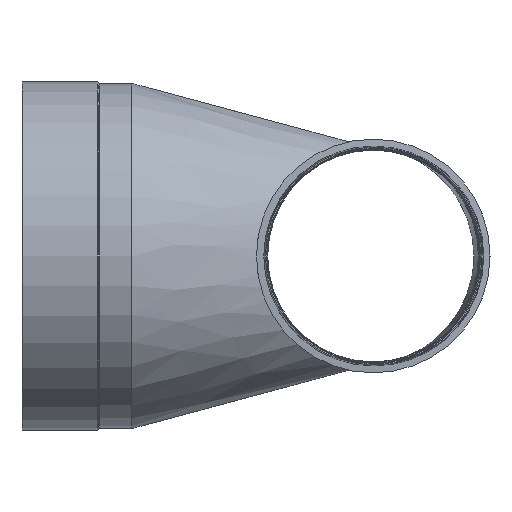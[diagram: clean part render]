
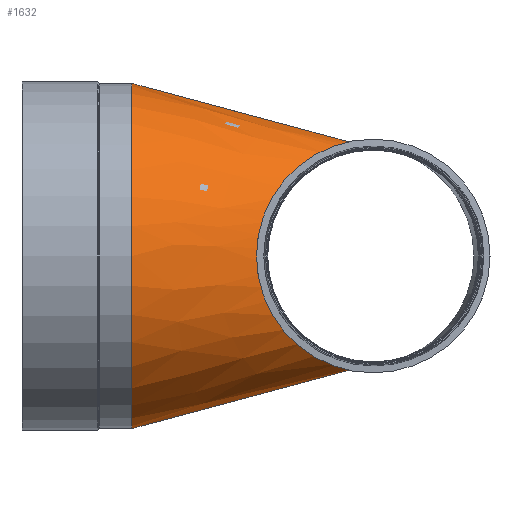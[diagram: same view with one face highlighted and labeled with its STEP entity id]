
A CAD part, left-side view. The second image highlights one B-rep face of the part: STEP entity #1632.
In plain terms, the highlighted free-form (B-spline) face has degree [3, 3] with [17, 4] control points.
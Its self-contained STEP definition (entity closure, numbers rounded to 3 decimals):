
#291=ELLIPSE('',#1777,140.407,101.);
#300=CIRCLE('',#1776,158.5);
#423=B_SPLINE_SURFACE_WITH_KNOTS('',3,3,((#2796,#2797,#2798,#2799),(#2800,
#2801,#2802,#2803),(#2804,#2805,#2806,#2807),(#2808,#2809,#2810,#2811),
(#2812,#2813,#2814,#2815),(#2816,#2817,#2818,#2819),(#2820,#2821,#2822,
#2823),(#2824,#2825,#2826,#2827),(#2828,#2829,#2830,#2831),(#2832,#2833,
#2834,#2835),(#2836,#2837,#2838,#2839),(#2840,#2841,#2842,#2843),(#2844,
#2845,#2846,#2847),(#2848,#2849,#2850,#2851),(#2852,#2853,#2854,#2855),
(#2856,#2857,#2858,#2859),(#2860,#2861,#2862,#2863)),.UNSPECIFIED.,.F.,
 .F.,.F.,(4,1,1,1,1,1,1,1,1,1,1,1,1,1,4),(4,4),(0.,0.071,0.143,
0.214,0.286,0.357,0.429,
0.524,0.571,0.619,0.714,
0.786,0.857,0.929,1.),(0.,1.),
 .UNSPECIFIED.);
#579=FACE_OUTER_BOUND('',#717,.T.);
#717=EDGE_LOOP('',(#1311,#1312,#1313,#1314));
#986=LINE('',#2603,#996);
#988=LINE('',#2624,#998);
#996=VECTOR('',#2049,221.59);
#998=VECTOR('',#2053,221.59);
#1006=VERTEX_POINT('',#2601);
#1007=VERTEX_POINT('',#2602);
#1010=VERTEX_POINT('',#2622);
#1011=VERTEX_POINT('',#2623);
#1146=EDGE_CURVE('',#1006,#1007,#986,.T.);
#1150=EDGE_CURVE('',#1010,#1011,#988,.T.);
#1156=EDGE_CURVE('',#1010,#1006,#300,.T.);
#1157=EDGE_CURVE('',#1011,#1007,#291,.T.);
#1311=ORIENTED_EDGE('',*,*,#1156,.F.);
#1312=ORIENTED_EDGE('',*,*,#1150,.T.);
#1313=ORIENTED_EDGE('',*,*,#1157,.T.);
#1314=ORIENTED_EDGE('',*,*,#1146,.F.);
#1632=ADVANCED_FACE('',(#579),#423,.F.);
#1776=AXIS2_PLACEMENT_3D('',#2864,#2055,#2056);
#1777=AXIS2_PLACEMENT_3D('',#2865,#2057,#2058);
#2049=DIRECTION('',(0.,-0.966,-0.259));
#2053=DIRECTION('',(0.,-0.966,0.259));
#2055=DIRECTION('center_axis',(0.,1.,0.));
#2056=DIRECTION('ref_axis',(0.,0.,-1.));
#2057=DIRECTION('center_axis',(0.695,0.719,0.));
#2058=DIRECTION('ref_axis',(-0.719,0.695,0.));
#2601=CARTESIAN_POINT('',(0.,214.,158.5));
#2602=CARTESIAN_POINT('',(0.,0.,101.));
#2603=CARTESIAN_POINT('',(0.,214.,158.5));
#2622=CARTESIAN_POINT('',(0.,214.,-158.5));
#2623=CARTESIAN_POINT('',(0.,0.,-101.));
#2624=CARTESIAN_POINT('',(0.,214.,-158.5));
#2796=CARTESIAN_POINT('Ctrl Pts',(0.,214.,-158.5));
#2797=CARTESIAN_POINT('Ctrl Pts',(0.,142.667,
-139.333));
#2798=CARTESIAN_POINT('Ctrl Pts',(0.,71.333,
-120.167));
#2799=CARTESIAN_POINT('Ctrl Pts',(0.,0.,
-101.));
#2800=CARTESIAN_POINT('Ctrl Pts',(-11.856,214.,-158.5));
#2801=CARTESIAN_POINT('Ctrl Pts',(-10.422,145.099,-139.333));
#2802=CARTESIAN_POINT('Ctrl Pts',(-8.988,76.197,-120.167));
#2803=CARTESIAN_POINT('Ctrl Pts',(-7.555,7.296,-101.));
#2804=CARTESIAN_POINT('Ctrl Pts',(-35.567,214.,-155.828));
#2805=CARTESIAN_POINT('Ctrl Pts',(-31.266,149.962,-136.985));
#2806=CARTESIAN_POINT('Ctrl Pts',(-26.965,85.924,-118.141));
#2807=CARTESIAN_POINT('Ctrl Pts',(-22.664,21.886,-99.298));
#2808=CARTESIAN_POINT('Ctrl Pts',(-69.351,214.,-144.008));
#2809=CARTESIAN_POINT('Ctrl Pts',(-60.965,156.892,-126.594));
#2810=CARTESIAN_POINT('Ctrl Pts',(-52.578,99.784,-109.18));
#2811=CARTESIAN_POINT('Ctrl Pts',(-44.192,42.676,-91.765));
#2812=CARTESIAN_POINT('Ctrl Pts',(-99.655,214.,-124.964));
#2813=CARTESIAN_POINT('Ctrl Pts',(-87.605,163.108,-109.853));
#2814=CARTESIAN_POINT('Ctrl Pts',(-75.554,112.216,-94.742));
#2815=CARTESIAN_POINT('Ctrl Pts',(-63.503,61.324,-79.63));
#2816=CARTESIAN_POINT('Ctrl Pts',(-124.966,214.,-99.656));
#2817=CARTESIAN_POINT('Ctrl Pts',(-109.854,168.3,-87.605));
#2818=CARTESIAN_POINT('Ctrl Pts',(-94.743,122.599,-75.554));
#2819=CARTESIAN_POINT('Ctrl Pts',(-79.631,76.899,-63.503));
#2820=CARTESIAN_POINT('Ctrl Pts',(-144.005,214.,-69.35));
#2821=CARTESIAN_POINT('Ctrl Pts',(-126.591,172.205,-60.964));
#2822=CARTESIAN_POINT('Ctrl Pts',(-109.177,130.41,-52.578));
#2823=CARTESIAN_POINT('Ctrl Pts',(-91.763,88.615,-44.191));
#2824=CARTESIAN_POINT('Ctrl Pts',(-157.148,214.,-31.814));
#2825=CARTESIAN_POINT('Ctrl Pts',(-138.145,174.901,-27.967));
#2826=CARTESIAN_POINT('Ctrl Pts',(-119.141,135.802,-24.12));
#2827=CARTESIAN_POINT('Ctrl Pts',(-100.138,96.702,-20.273));
#2828=CARTESIAN_POINT('Ctrl Pts',(-159.837,214.,4.052));
#2829=CARTESIAN_POINT('Ctrl Pts',(-140.509,175.453,3.562));
#2830=CARTESIAN_POINT('Ctrl Pts',(-121.18,136.905,3.072));
#2831=CARTESIAN_POINT('Ctrl Pts',(-101.852,98.357,2.582));
#2832=CARTESIAN_POINT('Ctrl Pts',(-155.1,214.,35.401));
#2833=CARTESIAN_POINT('Ctrl Pts',(-136.345,174.48,31.12));
#2834=CARTESIAN_POINT('Ctrl Pts',(-117.589,134.962,26.839));
#2835=CARTESIAN_POINT('Ctrl Pts',(-98.833,95.442,22.558));
#2836=CARTESIAN_POINT('Ctrl Pts',(-145.766,214.,65.7));
#2837=CARTESIAN_POINT('Ctrl Pts',(-128.139,172.566,57.755));
#2838=CARTESIAN_POINT('Ctrl Pts',(-110.513,131.132,49.811));
#2839=CARTESIAN_POINT('Ctrl Pts',(-92.886,89.699,41.866));
#2840=CARTESIAN_POINT('Ctrl Pts',(-127.782,214.,96.847));
#2841=CARTESIAN_POINT('Ctrl Pts',(-112.33,168.877,85.136));
#2842=CARTESIAN_POINT('Ctrl Pts',(-96.877,123.755,73.425));
#2843=CARTESIAN_POINT('Ctrl Pts',(-81.425,78.632,61.713));
#2844=CARTESIAN_POINT('Ctrl Pts',(-99.654,214.,124.964));
#2845=CARTESIAN_POINT('Ctrl Pts',(-87.603,163.108,109.852));
#2846=CARTESIAN_POINT('Ctrl Pts',(-75.553,112.215,94.741));
#2847=CARTESIAN_POINT('Ctrl Pts',(-63.502,61.323,79.63));
#2848=CARTESIAN_POINT('Ctrl Pts',(-69.351,214.,144.008));
#2849=CARTESIAN_POINT('Ctrl Pts',(-60.965,156.892,126.594));
#2850=CARTESIAN_POINT('Ctrl Pts',(-52.579,99.784,109.18));
#2851=CARTESIAN_POINT('Ctrl Pts',(-44.192,42.676,91.765));
#2852=CARTESIAN_POINT('Ctrl Pts',(-35.566,214.,155.828));
#2853=CARTESIAN_POINT('Ctrl Pts',(-31.265,149.962,136.985));
#2854=CARTESIAN_POINT('Ctrl Pts',(-26.965,85.924,118.141));
#2855=CARTESIAN_POINT('Ctrl Pts',(-22.664,21.886,99.298));
#2856=CARTESIAN_POINT('Ctrl Pts',(-11.856,214.,158.5));
#2857=CARTESIAN_POINT('Ctrl Pts',(-10.422,145.099,139.333));
#2858=CARTESIAN_POINT('Ctrl Pts',(-8.988,76.197,120.167));
#2859=CARTESIAN_POINT('Ctrl Pts',(-7.555,7.296,101.));
#2860=CARTESIAN_POINT('Ctrl Pts',(0.,214.,158.5));
#2861=CARTESIAN_POINT('Ctrl Pts',(0.,142.667,
139.333));
#2862=CARTESIAN_POINT('Ctrl Pts',(0.,71.333,
120.167));
#2863=CARTESIAN_POINT('Ctrl Pts',(0.,0.,
101.));
#2864=CARTESIAN_POINT('Origin',(0.,214.,0.));
#2865=CARTESIAN_POINT('Origin',(0.,0.,0.));
